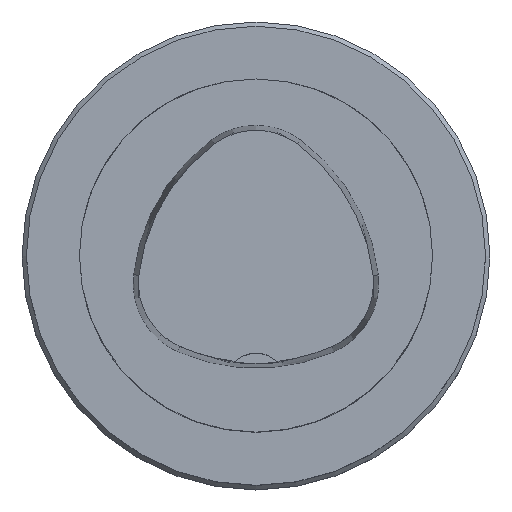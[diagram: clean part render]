
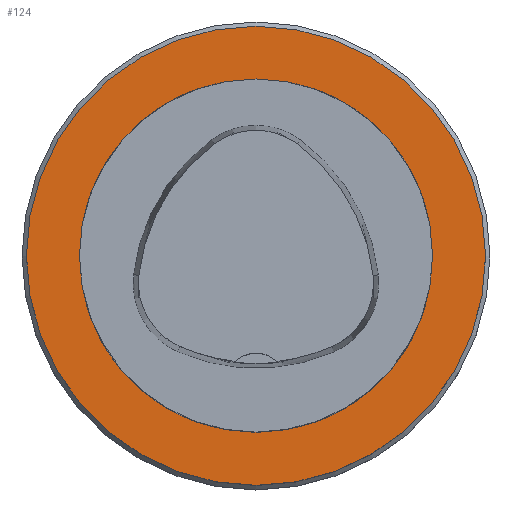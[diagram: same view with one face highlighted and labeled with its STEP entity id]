
A CAD part, top view. The second image highlights one B-rep face of the part: STEP entity #124.
In plain terms, the highlighted planar face has unit normal (0, 0, 1).
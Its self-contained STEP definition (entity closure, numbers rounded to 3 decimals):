
#124=ADVANCED_FACE('',(#173,#174),#155,.T.);
#155=PLANE('',#511);
#173=FACE_BOUND('',#195,.T.);
#174=FACE_BOUND('',#196,.T.);
#195=EDGE_LOOP('',(#239));
#196=EDGE_LOOP('',(#240));
#239=ORIENTED_EDGE('',*,*,#394,.T.);
#240=ORIENTED_EDGE('',*,*,#395,.T.);
#353=VERTEX_POINT('',#739);
#354=VERTEX_POINT('',#741);
#394=EDGE_CURVE('',#353,#353,#451,.T.);
#395=EDGE_CURVE('',#354,#354,#452,.T.);
#451=CIRCLE('',#509,40.);
#452=CIRCLE('',#510,52.);
#509=AXIS2_PLACEMENT_3D('',#738,#581,#582);
#510=AXIS2_PLACEMENT_3D('',#740,#583,#584);
#511=AXIS2_PLACEMENT_3D('',#742,#585,#586);
#581=DIRECTION('',(0.,0.,-1.));
#582=DIRECTION('',(-1.,0.,0.));
#583=DIRECTION('',(0.,0.,1.));
#584=DIRECTION('',(1.,0.,0.));
#585=DIRECTION('',(0.,0.,1.));
#586=DIRECTION('',(1.,0.,0.));
#738=CARTESIAN_POINT('',(0.,0.,-30.));
#739=CARTESIAN_POINT('',(-40.,0.,-30.));
#740=CARTESIAN_POINT('',(0.,0.,-30.));
#741=CARTESIAN_POINT('',(52.,0.,-30.));
#742=CARTESIAN_POINT('',(0.,0.,-30.));
